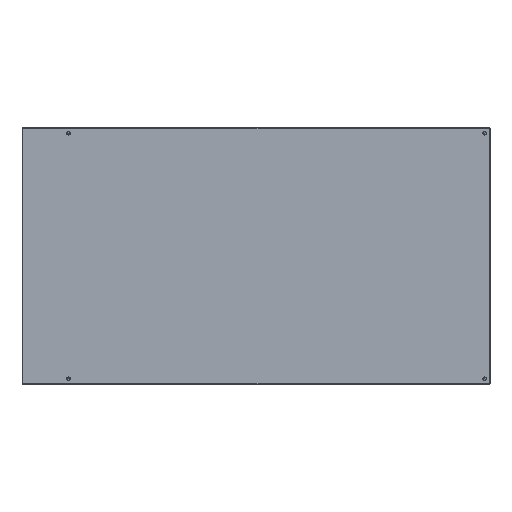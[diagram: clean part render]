
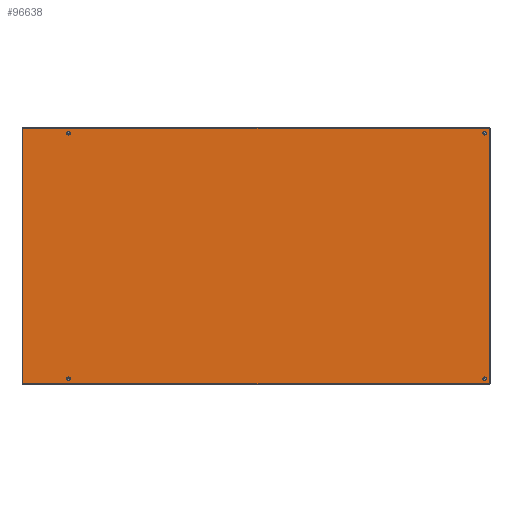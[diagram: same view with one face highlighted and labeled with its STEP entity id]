
A CAD part, left-side view. The second image highlights one B-rep face of the part: STEP entity #96638.
In plain terms, the highlighted face is planar.
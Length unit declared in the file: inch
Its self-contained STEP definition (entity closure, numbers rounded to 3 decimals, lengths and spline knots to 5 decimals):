
#355 = CARTESIAN_POINT ( 'NONE',  ( 17.25, 0.125, 28.9647 ) ) ;
#2152 = ORIENTED_EDGE ( 'NONE', *, *, #42666, .T. ) ;
#2843 = FACE_BOUND ( 'NONE', #45470, .T. ) ;
#2982 = CARTESIAN_POINT ( 'NONE',  ( 17.25, 0.125, -29.0353 ) ) ;
#5179 = AXIS2_PLACEMENT_3D ( 'NONE', #70910, #33937, #26085 ) ;
#6024 = AXIS2_PLACEMENT_3D ( 'NONE', #42840, #72702, #79520 ) ;
#6359 = DIRECTION ( 'NONE',  ( 0., 0., -1. ) ) ;
#6977 = CARTESIAN_POINT ( 'NONE',  ( -17.25, 0.125, 29.2147 ) ) ;
#6993 = CARTESIAN_POINT ( 'NONE',  ( 17.928, 0.125, -29.9273 ) ) ;
#8039 = CARTESIAN_POINT ( 'NONE',  ( -17.25, 0.125, 29.2147 ) ) ;
#8372 = VECTOR ( 'NONE', #50634, 39.37008 ) ;
#8683 = DIRECTION ( 'NONE',  ( 0., -1., 0. ) ) ;
#9576 = ORIENTED_EDGE ( 'NONE', *, *, #85979, .T. ) ;
#10225 = EDGE_CURVE ( 'NONE', #27201, #92046, #73725, .T. ) ;
#10449 = LINE ( 'NONE', #62147, #84186 ) ;
#10810 = EDGE_LOOP ( 'NONE', ( #33961, #2152 ) ) ;
#10854 = DIRECTION ( 'NONE',  ( 0., -1., 0. ) ) ;
#10995 = EDGE_LOOP ( 'NONE', ( #16429, #41994 ) ) ;
#11286 = AXIS2_PLACEMENT_3D ( 'NONE', #17370, #23599, #24591 ) ;
#14145 = VERTEX_POINT ( 'NONE', #19003 ) ;
#14360 = CARTESIAN_POINT ( 'NONE',  ( 17.25, 0.125, -29.5353 ) ) ;
#16429 = ORIENTED_EDGE ( 'NONE', *, *, #36966, .T. ) ;
#17294 = DIRECTION ( 'NONE',  ( 0., -1., 0. ) ) ;
#17370 = CARTESIAN_POINT ( 'NONE',  ( 17.928, 0.125, -29.9633 ) ) ;
#17967 = CARTESIAN_POINT ( 'NONE',  ( -17.25, 0.125, 28.9647 ) ) ;
#18065 = CARTESIAN_POINT ( 'NONE',  ( -17.928, 0.125, 35.64729 ) ) ;
#18839 = AXIS2_PLACEMENT_3D ( 'NONE', #26897, #10854, #94319 ) ;
#19003 = CARTESIAN_POINT ( 'NONE',  ( -17.25, 0.125, 29.4647 ) ) ;
#20517 = VERTEX_POINT ( 'NONE', #60306 ) ;
#21504 = VERTEX_POINT ( 'NONE', #14360 ) ;
#21613 = FACE_OUTER_BOUND ( 'NONE', #73811, .T. ) ;
#22756 = FACE_BOUND ( 'NONE', #72202, .T. ) ;
#22988 = CARTESIAN_POINT ( 'NONE',  ( 17.928, 0.125, -29.9273 ) ) ;
#23563 = LINE ( 'NONE', #72642, #8372 ) ;
#23599 = DIRECTION ( 'NONE',  ( 0., -1., 0. ) ) ;
#24591 = DIRECTION ( 'NONE',  ( 0., 0., 1. ) ) ;
#24632 = DIRECTION ( 'NONE',  ( 0., -1., 0. ) ) ;
#25015 = AXIS2_PLACEMENT_3D ( 'NONE', #87816, #42945, #6359 ) ;
#26080 = CIRCLE ( 'NONE', #67288, 0.25 ) ;
#26085 = DIRECTION ( 'NONE',  ( 0., 0., -1. ) ) ;
#26551 = AXIS2_PLACEMENT_3D ( 'NONE', #8039, #8683, #31274 ) ;
#26897 = CARTESIAN_POINT ( 'NONE',  ( 17.25, 0.125, -29.2853 ) ) ;
#27201 = VERTEX_POINT ( 'NONE', #65878 ) ;
#29471 = CARTESIAN_POINT ( 'NONE',  ( -17.25, 0.125, -29.5353 ) ) ;
#31274 = DIRECTION ( 'NONE',  ( 0., 0., -1. ) ) ;
#31545 = AXIS2_PLACEMENT_3D ( 'NONE', #6977, #73095, #81556 ) ;
#32172 = VERTEX_POINT ( 'NONE', #17967 ) ;
#33253 = VECTOR ( 'NONE', #92005, 39.37008 ) ;
#33937 = DIRECTION ( 'NONE',  ( 0., -1., 0. ) ) ;
#33961 = ORIENTED_EDGE ( 'NONE', *, *, #69216, .T. ) ;
#34657 = AXIS2_PLACEMENT_3D ( 'NONE', #38890, #17294, #47344 ) ;
#36795 = CIRCLE ( 'NONE', #18839, 0.25 ) ;
#36966 = EDGE_CURVE ( 'NONE', #32172, #14145, #89483, .T. ) ;
#38808 = VERTEX_POINT ( 'NONE', #6993 ) ;
#38890 = CARTESIAN_POINT ( 'NONE',  ( -17.25, 0.125, -29.2853 ) ) ;
#38932 = EDGE_CURVE ( 'NONE', #49695, #74582, #26080, .T. ) ;
#39473 = ORIENTED_EDGE ( 'NONE', *, *, #82533, .T. ) ;
#40246 = ORIENTED_EDGE ( 'NONE', *, *, #10225, .F. ) ;
#41663 = CIRCLE ( 'NONE', #34657, 0.25 ) ;
#41789 = EDGE_CURVE ( 'NONE', #74582, #49695, #66515, .T. ) ;
#41994 = ORIENTED_EDGE ( 'NONE', *, *, #82857, .T. ) ;
#42564 = FACE_BOUND ( 'NONE', #10995, .T. ) ;
#42666 = EDGE_CURVE ( 'NONE', #78636, #58339, #41663, .T. ) ;
#42840 = CARTESIAN_POINT ( 'NONE',  ( -17.25, 0.125, -29.2853 ) ) ;
#42945 = DIRECTION ( 'NONE',  ( 0., -1., 0. ) ) ;
#45470 = EDGE_LOOP ( 'NONE', ( #93516, #53733 ) ) ;
#47058 = DIRECTION ( 'NONE',  ( -1., 0., 0. ) ) ;
#47344 = DIRECTION ( 'NONE',  ( 0., 0., -1. ) ) ;
#47357 = EDGE_CURVE ( 'NONE', #96665, #21504, #36795, .T. ) ;
#47748 = CIRCLE ( 'NONE', #26551, 0.25 ) ;
#49695 = VERTEX_POINT ( 'NONE', #81190 ) ;
#49943 = CARTESIAN_POINT ( 'NONE',  ( -17.25, 0.125, -29.0353 ) ) ;
#50634 = DIRECTION ( 'NONE',  ( 0., 0., -1. ) ) ;
#53733 = ORIENTED_EDGE ( 'NONE', *, *, #38932, .T. ) ;
#53973 = CARTESIAN_POINT ( 'NONE',  ( 17.928, 0.125, 35.64729 ) ) ;
#54710 = CARTESIAN_POINT ( 'NONE',  ( 17.25, 0.125, 29.2147 ) ) ;
#56882 = EDGE_CURVE ( 'NONE', #20517, #92046, #10449, .T. ) ;
#58339 = VERTEX_POINT ( 'NONE', #29471 ) ;
#60306 = CARTESIAN_POINT ( 'NONE',  ( -17.928, 0.125, -29.9273 ) ) ;
#60931 = PLANE ( 'NONE',  #11286 ) ;
#61518 = ORIENTED_EDGE ( 'NONE', *, *, #96620, .F. ) ;
#62147 = CARTESIAN_POINT ( 'NONE',  ( -17.928, 0.125, 35.6987 ) ) ;
#65878 = CARTESIAN_POINT ( 'NONE',  ( 17.928, 0.125, 35.64729 ) ) ;
#66515 = CIRCLE ( 'NONE', #25015, 0.25 ) ;
#67222 = LINE ( 'NONE', #22988, #33253 ) ;
#67288 = AXIS2_PLACEMENT_3D ( 'NONE', #54710, #24632, #91728 ) ;
#67894 = VECTOR ( 'NONE', #47058, 39.37008 ) ;
#69216 = EDGE_CURVE ( 'NONE', #58339, #78636, #84658, .T. ) ;
#70072 = ORIENTED_EDGE ( 'NONE', *, *, #47357, .T. ) ;
#70910 = CARTESIAN_POINT ( 'NONE',  ( 17.25, 0.125, -29.2853 ) ) ;
#72202 = EDGE_LOOP ( 'NONE', ( #39473, #70072 ) ) ;
#72642 = CARTESIAN_POINT ( 'NONE',  ( 17.928, 0.125, -29.9633 ) ) ;
#72702 = DIRECTION ( 'NONE',  ( 0., -1., 0. ) ) ;
#73095 = DIRECTION ( 'NONE',  ( 0., -1., 0. ) ) ;
#73725 = LINE ( 'NONE', #53973, #67894 ) ;
#73811 = EDGE_LOOP ( 'NONE', ( #61518, #91392, #40246, #9576 ) ) ;
#74582 = VERTEX_POINT ( 'NONE', #355 ) ;
#75386 = FACE_BOUND ( 'NONE', #10810, .T. ) ;
#78636 = VERTEX_POINT ( 'NONE', #49943 ) ;
#79520 = DIRECTION ( 'NONE',  ( 0., 0., -1. ) ) ;
#81190 = CARTESIAN_POINT ( 'NONE',  ( 17.25, 0.125, 29.4647 ) ) ;
#81556 = DIRECTION ( 'NONE',  ( 0., 0., -1. ) ) ;
#82533 = EDGE_CURVE ( 'NONE', #21504, #96665, #86490, .T. ) ;
#82857 = EDGE_CURVE ( 'NONE', #14145, #32172, #47748, .T. ) ;
#84186 = VECTOR ( 'NONE', #85064, 39.37008 ) ;
#84658 = CIRCLE ( 'NONE', #6024, 0.25 ) ;
#85064 = DIRECTION ( 'NONE',  ( 0., 0., 1. ) ) ;
#85979 = EDGE_CURVE ( 'NONE', #27201, #38808, #23563, .T. ) ;
#86490 = CIRCLE ( 'NONE', #5179, 0.25 ) ;
#87816 = CARTESIAN_POINT ( 'NONE',  ( 17.25, 0.125, 29.2147 ) ) ;
#89483 = CIRCLE ( 'NONE', #31545, 0.25 ) ;
#91392 = ORIENTED_EDGE ( 'NONE', *, *, #56882, .T. ) ;
#91728 = DIRECTION ( 'NONE',  ( 0., 0., -1. ) ) ;
#92005 = DIRECTION ( 'NONE',  ( 1., 0., 0. ) ) ;
#92046 = VERTEX_POINT ( 'NONE', #18065 ) ;
#93516 = ORIENTED_EDGE ( 'NONE', *, *, #41789, .T. ) ;
#94319 = DIRECTION ( 'NONE',  ( 0., 0., -1. ) ) ;
#96620 = EDGE_CURVE ( 'NONE', #20517, #38808, #67222, .T. ) ;
#96638 = ADVANCED_FACE ( 'NONE', ( #42564, #75386, #21613, #22756, #2843 ), #60931, .F. ) ;
#96665 = VERTEX_POINT ( 'NONE', #2982 ) ;
